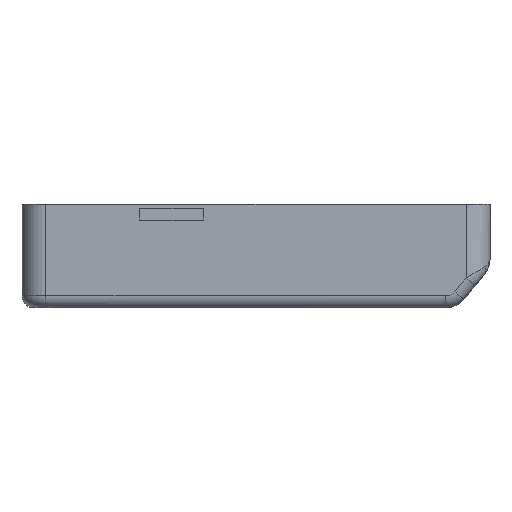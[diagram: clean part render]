
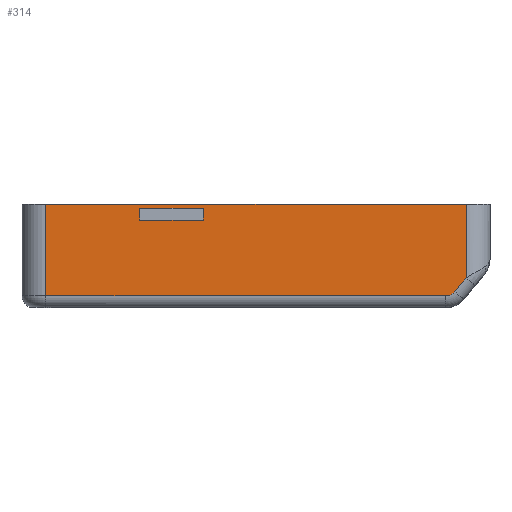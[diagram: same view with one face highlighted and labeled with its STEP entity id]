
A CAD part, left-side view. The second image highlights one B-rep face of the part: STEP entity #314.
In plain terms, the highlighted planar face has unit normal (-1, 0, 0).
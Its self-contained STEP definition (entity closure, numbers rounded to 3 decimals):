
#314=ADVANCED_FACE('',(#2441,#2443),#2445,.T.);
#2441=FACE_BOUND('',#2442,.T.);
#2442=EDGE_LOOP('',(#4100,#4101,#4102,#4103,#4104,#4105));
#2443=FACE_BOUND('',#2444,.T.);
#2444=EDGE_LOOP('',(#4106,#4107,#4108,#4109));
#2445=PLANE('',#2446);
#2446=AXIS2_PLACEMENT_3D('',#2447,#2448,#2449);
#2447=CARTESIAN_POINT('',(-202.5,-6.,0.));
#2448=DIRECTION('',(-1.,0.,0.));
#2449=DIRECTION('',(0.,-1.,0.));
#4100=ORIENTED_EDGE('',*,*,#5110,.T.);
#4101=ORIENTED_EDGE('',*,*,#5105,.T.);
#4102=ORIENTED_EDGE('',*,*,#5101,.T.);
#4103=ORIENTED_EDGE('',*,*,#5216,.T.);
#4104=ORIENTED_EDGE('',*,*,#5217,.F.);
#4105=ORIENTED_EDGE('',*,*,#5218,.F.);
#4106=ORIENTED_EDGE('',*,*,#5219,.T.);
#4107=ORIENTED_EDGE('',*,*,#5220,.T.);
#4108=ORIENTED_EDGE('',*,*,#5221,.T.);
#4109=ORIENTED_EDGE('',*,*,#5222,.T.);
#5101=EDGE_CURVE('',#5693,#5688,#5694,.F.);
#5105=EDGE_CURVE('',#5700,#5693,#5701,.F.);
#5110=EDGE_CURVE('',#5709,#5700,#5710,.T.);
#5216=EDGE_CURVE('',#5688,#5900,#5902,.T.);
#5217=EDGE_CURVE('',#5903,#5900,#5904,.T.);
#5218=EDGE_CURVE('',#5709,#5903,#5905,.T.);
#5219=EDGE_CURVE('',#5906,#5907,#5908,.F.);
#5220=EDGE_CURVE('',#5907,#5909,#5910,.F.);
#5221=EDGE_CURVE('',#5909,#5911,#5912,.F.);
#5222=EDGE_CURVE('',#5911,#5906,#5913,.F.);
#5688=VERTEX_POINT('',#6693);
#5693=VERTEX_POINT('',#6721);
#5694=LINE('',#6722,#6723);
#5700=VERTEX_POINT('',#6755);
#5701=CIRCLE('',#6756,3.);
#5709=VERTEX_POINT('',#6813);
#5710=LINE('',#6814,#6815);
#5900=VERTEX_POINT('',#7695);
#5902=LINE('',#7700,#7701);
#5903=VERTEX_POINT('',#7703);
#5904=LINE('',#7704,#7705);
#5905=LINE('',#7707,#7708);
#5906=VERTEX_POINT('',#7710);
#5907=VERTEX_POINT('',#7711);
#5908=LINE('',#7712,#7713);
#5909=VERTEX_POINT('',#7715);
#5910=LINE('',#7716,#7717);
#5911=VERTEX_POINT('',#7719);
#5912=LINE('',#7720,#7721);
#5913=LINE('',#7723,#7724);
#6693=CARTESIAN_POINT('',(-202.5,-111.4,7.517));
#6721=CARTESIAN_POINT('',(-202.5,-108.509,4.072));
#6722=CARTESIAN_POINT('',(-202.5,-111.4,7.517));
#6723=VECTOR('',#6724,1.);
#6724=DIRECTION('',(0.,0.643,-0.766));
#6755=CARTESIAN_POINT('',(-202.5,-106.211,3.));
#6756=AXIS2_PLACEMENT_3D('',#6757,#6758,#6759);
#6757=CARTESIAN_POINT('',(-202.5,-106.211,6.));
#6758=DIRECTION('',(1.,0.,0.));
#6759=DIRECTION('',(0.,-0.766,-0.643));
#6813=CARTESIAN_POINT('',(-202.5,-6.,3.));
#6814=CARTESIAN_POINT('',(-202.5,-6.,3.));
#6815=VECTOR('',#6816,1.);
#6816=DIRECTION('',(0.,-1.,0.));
#7695=CARTESIAN_POINT('',(-202.5,-111.4,26.));
#7700=CARTESIAN_POINT('',(-202.5,-111.4,7.517));
#7701=VECTOR('',#7702,1.);
#7702=DIRECTION('',(0.,0.,1.));
#7703=CARTESIAN_POINT('',(-202.5,-6.,26.));
#7704=CARTESIAN_POINT('',(-202.5,-6.,26.));
#7705=VECTOR('',#7706,1.);
#7706=DIRECTION('',(0.,-1.,0.));
#7707=CARTESIAN_POINT('',(-202.5,-6.,3.));
#7708=VECTOR('',#7709,1.);
#7709=DIRECTION('',(0.,0.,1.));
#7710=CARTESIAN_POINT('',(-202.5,-29.5,22.));
#7711=CARTESIAN_POINT('',(-202.5,-29.5,25.));
#7712=CARTESIAN_POINT('',(-202.5,-29.5,25.));
#7713=VECTOR('',#7714,1.);
#7714=DIRECTION('',(0.,0.,-1.));
#7715=CARTESIAN_POINT('',(-202.5,-45.5,25.));
#7716=CARTESIAN_POINT('',(-202.5,-45.5,25.));
#7717=VECTOR('',#7718,1.);
#7718=DIRECTION('',(0.,1.,0.));
#7719=CARTESIAN_POINT('',(-202.5,-45.5,22.));
#7720=CARTESIAN_POINT('',(-202.5,-45.5,22.));
#7721=VECTOR('',#7722,1.);
#7722=DIRECTION('',(0.,0.,1.));
#7723=CARTESIAN_POINT('',(-202.5,-29.5,22.));
#7724=VECTOR('',#7725,1.);
#7725=DIRECTION('',(0.,-1.,0.));
